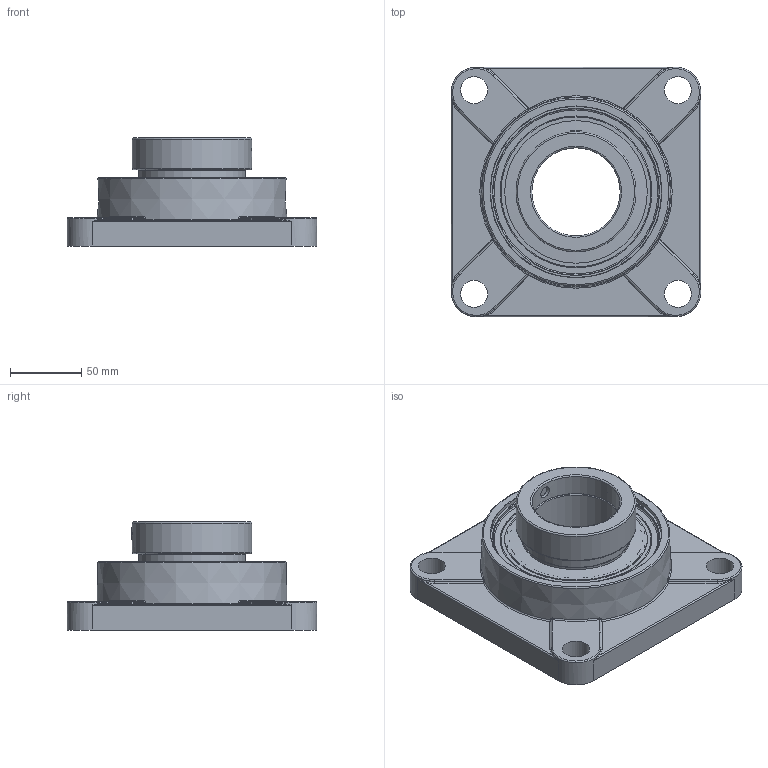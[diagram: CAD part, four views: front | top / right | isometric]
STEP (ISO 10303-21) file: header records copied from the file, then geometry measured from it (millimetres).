
FILE_DESCRIPTION(('HOOPS Exchange Step'),'2;1');
FILE_NAME('export-F77A740E-F98D-4B53-858E-3121DDB9AD6E.stp','2020-05-18T13:42:32-07:00',('dkerr'),('Alibre'),'HOOPS Exchange 2020.0','Alibre','Unknown authorisation');
FILE_SCHEMA( ('AP242_MANAGED_MODEL_BASED_3D_ENGINEERING_MIM_LF {1 0 10303 442 1 1 4 }') );
Length unit declared in the file: inch
Products named in the file (8): MRN SFM L4L 212; SNC 212 (Ball Bearing); SNC 212 (Shield); SNC 212 (Setscrew); SNC 212-39 L4L (2.4375inch) (Race); SNC 212-39 (Collar); MRN SNC 212-39 L4L (2.4375inch); MRN SNCSFM 212-39 L4L (2.4375inch)
Assembly tree (8 placements, depth 3):
  MRN SNCSFM 212-39 L4L (2.4375inch)
    MRN SFM L4L 212
    MRN SNC 212-39 L4L (2.4375inch)
      SNC 212 (Ball Bearing)
      SNC 212 (Shield)  x2
      SNC 212 (Setscrew)
      SNC 212-39 L4L (2.4375inch) (Race)
      SNC 212-39 (Collar)
Bounding box: 175 x 175 x 75.8 mm (x, y, z)
Volume: 661075.4 mm3; surface area: 174543.4 mm2
Topology: 17 solids, 17 shells, 222 faces, 570 edges, 341 vertices
Faces by surface type: cylinder 63, plane 53, torus 38, bspline 28, sphere 27, cone 13
Full cylindrical faces by diameter (mm): 8.382 x3, 19 x4, 61.912 x2, 72.034 x2, 74.93 x2, 75.565 x2, 76.327 x2, 84.201 x1, 93.935 x2, 100.076 x2, 116.84 x1, 119.38 x1, 120.1 x1
Entity records: 10390 total; most frequent: CARTESIAN_POINT 5123, DIRECTION 1130, ORIENTED_EDGE 1010, EDGE_CURVE 505, AXIS2_PLACEMENT_3D 496, VERTEX_POINT 327, CIRCLE 285, EDGE_LOOP 240
